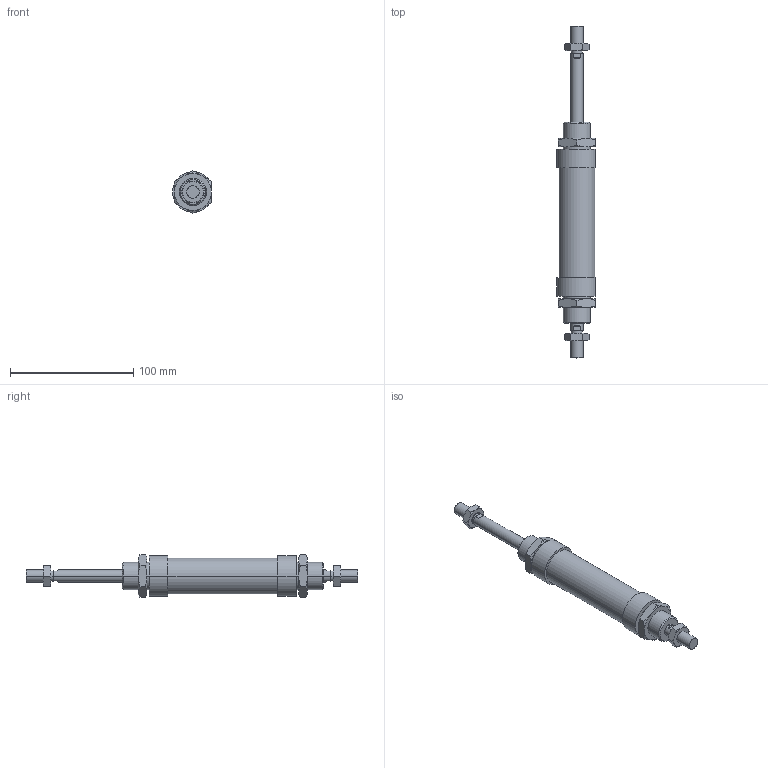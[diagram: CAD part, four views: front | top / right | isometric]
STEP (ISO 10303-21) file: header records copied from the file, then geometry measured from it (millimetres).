
FILE_DESCRIPTION((''),'2;1');
FILE_NAME('1262_25_0050.stp','2003-04-02T19:05:10',('maffial1'),(''),'Autodesk Inventor (R) 6.0','Autodesk Inventor (R) 6.0','');
FILE_SCHEMA(('AUTOMOTIVE_DESIGN { 1 0 10303 214 1 1 1 1 }'));
Length unit declared in the file: millimetre
Products named in the file (5): 1262_25_0050; S1262_25_50; C1262_25_50; 1200_25_05; 1200_25_06
Assembly tree (6 placements, depth 2):
  1262_25_0050
    S1262_25_50
    C1262_25_50
    1200_25_05  x2
    1200_25_06  x2
Bounding box: 31.5 x 269 x 34.64 mm (x, y, z)
Volume: 115967.2 mm3; surface area: 35932 mm2
Topology: 6 solids, 6 shells, 184 faces, 396 edges, 232 vertices
Faces by surface type: cone 72, plane 60, bspline 30, cylinder 22
Entity records: 3699 total; most frequent: CARTESIAN_POINT 971, DIRECTION 574, ORIENTED_EDGE 536, EDGE_CURVE 268, AXIS2_PLACEMENT_3D 239, VERTEX_POINT 160, EDGE_LOOP 138, FACE_OUTER_BOUND 124
